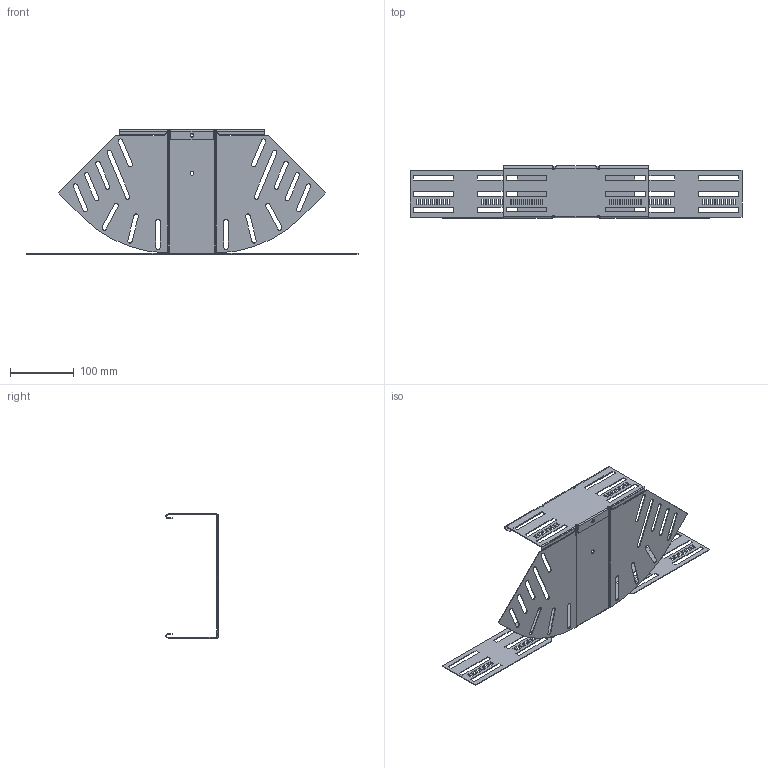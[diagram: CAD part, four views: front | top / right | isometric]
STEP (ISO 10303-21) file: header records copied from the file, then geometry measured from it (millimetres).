
FILE_DESCRIPTION (( 'STEP AP214' ), '1' );
FILE_NAME ('6037222.STEP', '2024-10-24T14:38:02', ( '' ), ( '' ), 'SwSTEP 2.0', 'SolidWorks 2024', '' );
FILE_SCHEMA (( 'AUTOMOTIVE_DESIGN' ));
Length unit declared in the file: millimetre
Products named in the file (3): 6037222; 181455_200; 167655_85x0°
Assembly tree (2 placements, depth 2):
  6037222
    181455_200
    167655_85x0°
Bounding box: 522 x 82 x 195 mm (x, y, z)
Volume: 111054.6 mm3; surface area: 221201.7 mm2
Topology: 2 solids, 2 shells, 586 faces, 1650 edges, 1068 vertices
Faces by surface type: plane 414, cylinder 162, bspline 10
Entity records: 19400 total; most frequent: CARTESIAN_POINT 3677, ORIENTED_EDGE 3300, DIRECTION 3076, EDGE_CURVE 1650, VECTOR 1306, LINE 1306, VERTEX_POINT 1068, AXIS2_PLACEMENT_3D 885
